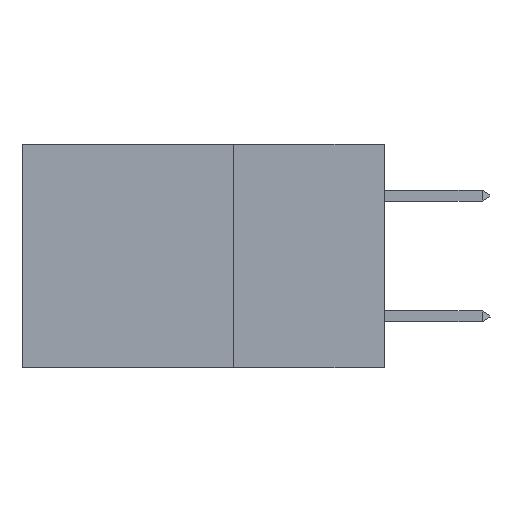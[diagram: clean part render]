
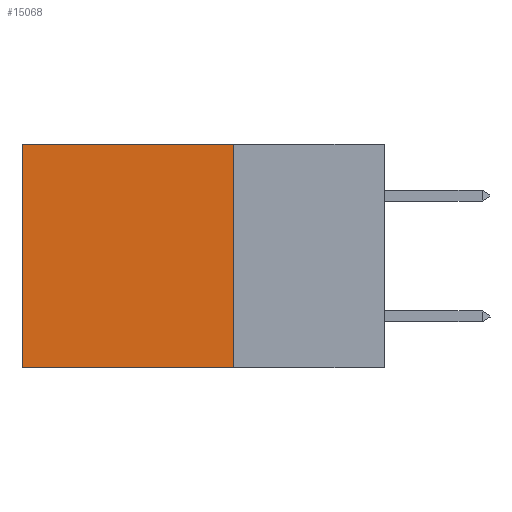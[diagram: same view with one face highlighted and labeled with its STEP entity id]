
A CAD part, left-side view. The second image highlights one B-rep face of the part: STEP entity #15068.
In plain terms, the highlighted planar face has unit normal (-1, 0, 0).
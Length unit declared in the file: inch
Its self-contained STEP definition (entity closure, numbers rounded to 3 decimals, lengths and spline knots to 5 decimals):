
#186 = ORIENTED_EDGE ( 'NONE', *, *, #10957, .T. ) ;
#962 = VERTEX_POINT ( 'NONE', #1006 ) ;
#1006 = CARTESIAN_POINT ( 'NONE',  ( 0.2875, 0.6, 0. ) ) ;
#1906 = LINE ( 'NONE', #15675, #14142 ) ;
#2809 = CARTESIAN_POINT ( 'NONE',  ( 0.2875, 0.25, 0. ) ) ;
#5149 = DIRECTION ( 'NONE',  ( 0., 1., 0. ) ) ;
#5629 = DIRECTION ( 'NONE',  ( 0., 0., -1. ) ) ;
#6154 = VECTOR ( 'NONE', #9045, 39.37008 ) ;
#6177 = DIRECTION ( 'NONE',  ( 0., 0., -1. ) ) ;
#7101 = ORIENTED_EDGE ( 'NONE', *, *, #9125, .F. ) ;
#7574 = ORIENTED_EDGE ( 'NONE', *, *, #18207, .T. ) ;
#8944 = LINE ( 'NONE', #12659, #15184 ) ;
#9045 = DIRECTION ( 'NONE',  ( 0., 1., 0. ) ) ;
#9125 = EDGE_CURVE ( 'NONE', #15108, #19969, #8944, .T. ) ;
#9295 = DIRECTION ( 'NONE',  ( 0., 0., -1. ) ) ;
#9599 = EDGE_CURVE ( 'NONE', #19969, #13450, #15425, .T. ) ;
#10625 = AXIS2_PLACEMENT_3D ( 'NONE', #17589, #12474, #6177 ) ;
#10957 = EDGE_CURVE ( 'NONE', #15108, #962, #18925, .T. ) ;
#11639 = EDGE_LOOP ( 'NONE', ( #7574, #16252, #7101, #186 ) ) ;
#12474 = DIRECTION ( 'NONE',  ( 1., 0., 0. ) ) ;
#12659 = CARTESIAN_POINT ( 'NONE',  ( 0.2875, 0.25, 0. ) ) ;
#13450 = VERTEX_POINT ( 'NONE', #13787 ) ;
#13787 = CARTESIAN_POINT ( 'NONE',  ( 0.2875, 0.6, -0.37 ) ) ;
#14142 = VECTOR ( 'NONE', #9295, 39.37008 ) ;
#14241 = FACE_OUTER_BOUND ( 'NONE', #11639, .T. ) ;
#14341 = PLANE ( 'NONE',  #10625 ) ;
#14670 = CARTESIAN_POINT ( 'NONE',  ( 0.2875, 0.25, -0.37 ) ) ;
#15068 = ADVANCED_FACE ( 'NONE', ( #14241 ), #14341, .F. ) ;
#15108 = VERTEX_POINT ( 'NONE', #17354 ) ;
#15184 = VECTOR ( 'NONE', #5629, 39.37008 ) ;
#15200 = CARTESIAN_POINT ( 'NONE',  ( 0.2875, 0.25, -0.37 ) ) ;
#15425 = LINE ( 'NONE', #14670, #18711 ) ;
#15675 = CARTESIAN_POINT ( 'NONE',  ( 0.2875, 0.6, 0. ) ) ;
#16252 = ORIENTED_EDGE ( 'NONE', *, *, #9599, .F. ) ;
#17354 = CARTESIAN_POINT ( 'NONE',  ( 0.2875, 0.25, 0. ) ) ;
#17589 = CARTESIAN_POINT ( 'NONE',  ( 0.2875, 0.25, 0. ) ) ;
#18207 = EDGE_CURVE ( 'NONE', #962, #13450, #1906, .T. ) ;
#18711 = VECTOR ( 'NONE', #5149, 39.37008 ) ;
#18925 = LINE ( 'NONE', #2809, #6154 ) ;
#19969 = VERTEX_POINT ( 'NONE', #15200 ) ;
